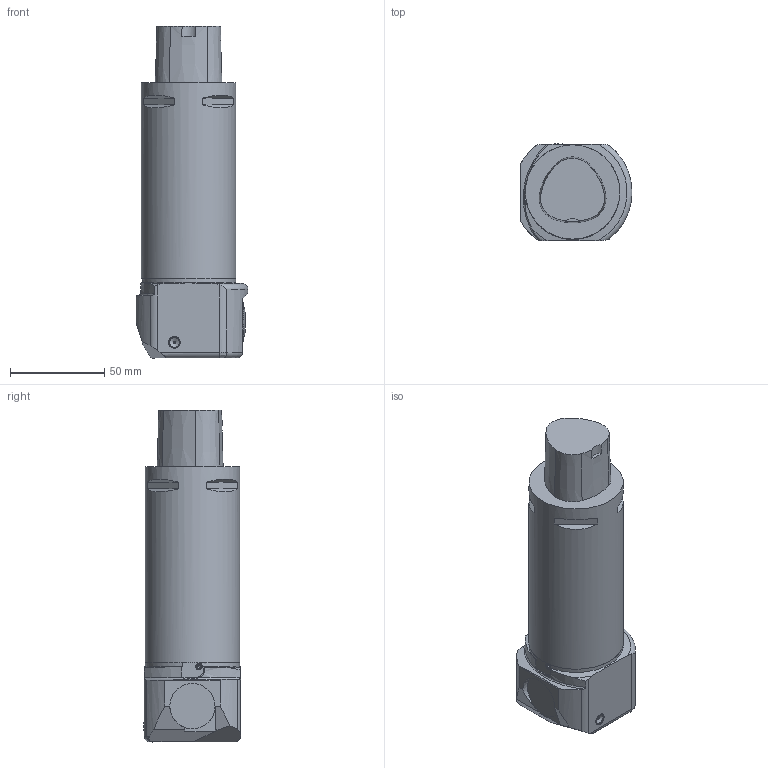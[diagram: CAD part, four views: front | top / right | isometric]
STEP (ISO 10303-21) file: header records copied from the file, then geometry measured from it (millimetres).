
FILE_DESCRIPTION(/* description */ (''),/* implementation_level */ '2;1');
FILE_NAME(/* name */ '1694595085389.stp',/* time_stamp */ '2023-09-13T10:51:31+02:00',/* author */ (''),/* organization */ ('SMS'),/* preprocessor_version */ 'ST-DEVELOPER v16.7',/* originating_system */ 'SIEMENS PLM Software NX 12.0',/* authorisation */ '');
FILE_SCHEMA (('AUTOMOTIVE_DESIGN { 1 0 10303 214 3 1 1 1 }'));
Length unit declared in the file: millimetre
Products named in the file (1): 111166182mod000_02
Bounding box: 59.37 x 51.44 x 176 mm (x, y, z)
Volume: 335781.8 mm3; surface area: 40449.8 mm2
Topology: 2 solids, 2 shells, 342 faces, 953 edges, 632 vertices
Faces by surface type: plane 270, cylinder 35, cone 22, torus 9, bspline 4, sphere 2
Full cylindrical faces by diameter (mm): 1.5 x1, 2.5 x1, 3.4 x1, 4.7 x1, 6 x1, 6.25 x1, 8 x1, 8.018 x1, 8.5 x1, 9.5 x1, 24 x2, 50 x1
Entity records: 11131 total; most frequent: CARTESIAN_POINT 2768, ORIENTED_EDGE 1828, DIRECTION 1547, EDGE_CURVE 914, VERTEX_POINT 614, LINE 529, VECTOR 529, AXIS2_PLACEMENT_3D 509
